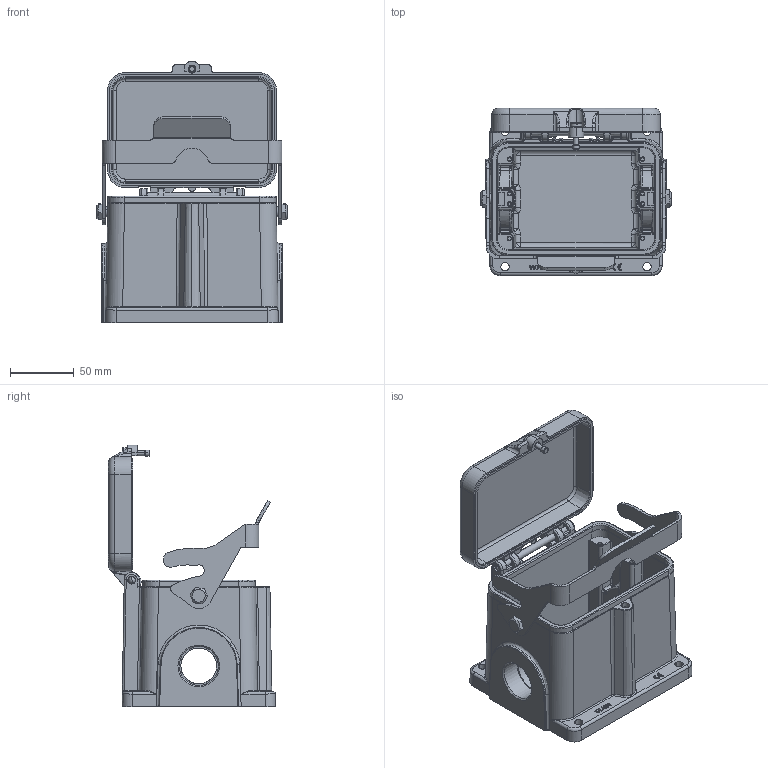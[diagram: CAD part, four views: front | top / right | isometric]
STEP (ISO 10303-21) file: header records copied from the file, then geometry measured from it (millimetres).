
FILE_DESCRIPTION(/* description */ (''),/* implementation_level */ '2;1');
FILE_NAME(/* name */ '3D_1110482651124_H48B-SF-1L_S-MCV-2M32_V1.1.stp',/* time_stamp */ '2024-02-04T15:36:22+08:00',/* author */ (''),/* organization */ (''),/* preprocessor_version */ 'ST-DEVELOPER v18.1',/* originating_system */ 'SIEMENS PLM Software NX 1980',/* authorisation */ '');
FILE_SCHEMA (('AUTOMOTIVE_DESIGN { 1 0 10303 214 3 1 1 1 }'));
Length unit declared in the file: millimetre
Products named in the file (1): 3D_1110482651104_H48B-SF-1L_S-MCV-M32_V1.0_stp
Bounding box: 148.7 x 130.6 x 204.57 mm (x, y, z)
Volume: 534251.8 mm3; surface area: 183871.9 mm2
Topology: 1 solids, 1 shells, 1055 faces, 2702 edges, 1679 vertices
Faces by surface type: cylinder 447, plane 350, torus 147, bspline 67, sphere 22, cone 20, revolution 2
Full cylindrical faces by diameter (mm): 28 x1, 30.5 x1
Entity records: 37717 total; most frequent: CARTESIAN_POINT 14880, ORIENTED_EDGE 5380, DIRECTION 3735, EDGE_CURVE 2690, VERTEX_POINT 1675, AXIS2_PLACEMENT_3D 1308, B_SPLINE_CURVE_WITH_KNOTS 1159, EDGE_LOOP 1123
